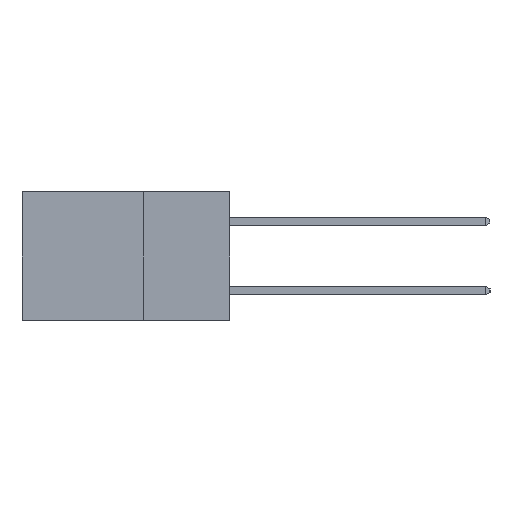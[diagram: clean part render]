
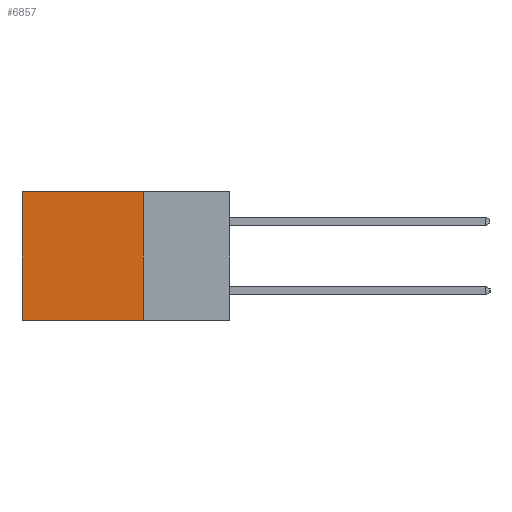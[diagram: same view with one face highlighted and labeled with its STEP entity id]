
A CAD part, left-side view. The second image highlights one B-rep face of the part: STEP entity #6857.
In plain terms, the highlighted planar face has unit normal (-1, 0, 0).
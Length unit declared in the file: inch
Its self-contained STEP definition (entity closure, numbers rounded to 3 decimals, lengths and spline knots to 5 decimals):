
#4 = CARTESIAN_POINT ( 'NONE',  ( 0.2615, 0.6, 0. ) ) ;
#1049 = AXIS2_PLACEMENT_3D ( 'NONE', #10592, #10549, #10507 ) ;
#1138 = VECTOR ( 'NONE', #17537, 39.37008 ) ;
#2091 = DIRECTION ( 'NONE',  ( 0., 1., 0. ) ) ;
#2297 = CARTESIAN_POINT ( 'NONE',  ( 0.2615, 0.25, 0. ) ) ;
#3537 = VERTEX_POINT ( 'NONE', #18001 ) ;
#3604 = CARTESIAN_POINT ( 'NONE',  ( 0.2615, 0.25, 0. ) ) ;
#4011 = CARTESIAN_POINT ( 'NONE',  ( 0.2615, 0.25, -0.37 ) ) ;
#4938 = EDGE_CURVE ( 'NONE', #17369, #3537, #14635, .T. ) ;
#5335 = LINE ( 'NONE', #11224, #1138 ) ;
#5711 = VERTEX_POINT ( 'NONE', #4 ) ;
#5779 = ORIENTED_EDGE ( 'NONE', *, *, #12966, .F. ) ;
#6151 = VECTOR ( 'NONE', #9604, 39.37008 ) ;
#6857 = ADVANCED_FACE ( 'NONE', ( #19266 ), #10703, .F. ) ;
#8181 = EDGE_LOOP ( 'NONE', ( #11464, #15252, #5779, #10598 ) ) ;
#8375 = EDGE_CURVE ( 'NONE', #13752, #5711, #19910, .T. ) ;
#9604 = DIRECTION ( 'NONE',  ( 0., 1., 0. ) ) ;
#9721 = CARTESIAN_POINT ( 'NONE',  ( 0.2615, 0.25, -0.37 ) ) ;
#10507 = DIRECTION ( 'NONE',  ( 0., 0., -1. ) ) ;
#10549 = DIRECTION ( 'NONE',  ( 1., 0., 0. ) ) ;
#10592 = CARTESIAN_POINT ( 'NONE',  ( 0.2615, 0.25, -0.37 ) ) ;
#10598 = ORIENTED_EDGE ( 'NONE', *, *, #8375, .T. ) ;
#10703 = PLANE ( 'NONE',  #1049 ) ;
#11224 = CARTESIAN_POINT ( 'NONE',  ( 0.2615, 0.25, -0.37 ) ) ;
#11464 = ORIENTED_EDGE ( 'NONE', *, *, #14660, .T. ) ;
#11617 = VECTOR ( 'NONE', #2091, 39.37008 ) ;
#12542 = LINE ( 'NONE', #13950, #20291 ) ;
#12966 = EDGE_CURVE ( 'NONE', #13752, #17369, #5335, .T. ) ;
#13752 = VERTEX_POINT ( 'NONE', #3604 ) ;
#13950 = CARTESIAN_POINT ( 'NONE',  ( 0.2615, 0.6, -0.37 ) ) ;
#14635 = LINE ( 'NONE', #9721, #6151 ) ;
#14660 = EDGE_CURVE ( 'NONE', #5711, #3537, #12542, .T. ) ;
#15252 = ORIENTED_EDGE ( 'NONE', *, *, #4938, .F. ) ;
#15512 = DIRECTION ( 'NONE',  ( 0., 0., -1. ) ) ;
#17369 = VERTEX_POINT ( 'NONE', #4011 ) ;
#17537 = DIRECTION ( 'NONE',  ( 0., 0., -1. ) ) ;
#18001 = CARTESIAN_POINT ( 'NONE',  ( 0.2615, 0.6, -0.37 ) ) ;
#19266 = FACE_OUTER_BOUND ( 'NONE', #8181, .T. ) ;
#19910 = LINE ( 'NONE', #2297, #11617 ) ;
#20291 = VECTOR ( 'NONE', #15512, 39.37008 ) ;
